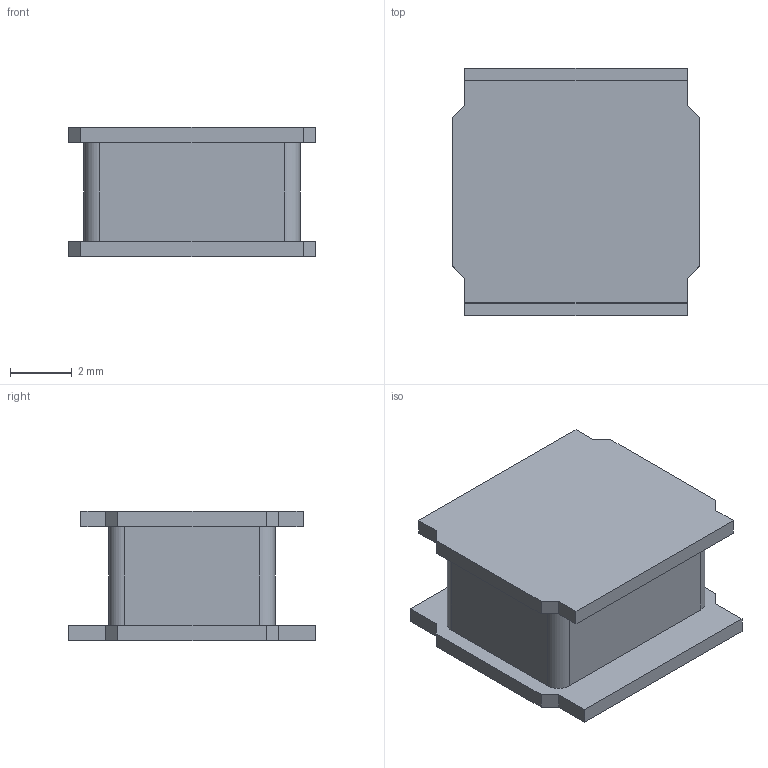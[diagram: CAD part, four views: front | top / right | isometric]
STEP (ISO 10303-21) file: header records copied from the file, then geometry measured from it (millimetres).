
FILE_DESCRIPTION(('HOOPS Exchange Step'),'2;1');
FILE_NAME('temp_export','2023-05-16T19:29:08+08:00',('30abd'),('Shapr3D Limited'),'HOOPS Exchange 2022.2','Shapr3D','Authorized');
FILE_SCHEMA( ('AUTOMOTIVE_DESIGN { 1 0 10303 214 1 1 1 1 }') );
Length unit declared in the file: millimetre
Products named in the file (1): root
Bounding box: 8 x 8 x 4.2 mm (x, y, z)
Volume: 179.2 mm3; surface area: 267.2 mm2
Topology: 1 solids, 1 shells, 36 faces, 96 edges, 64 vertices
Faces by surface type: plane 32, cylinder 4
Entity records: 1132 total; most frequent: CARTESIAN_POINT 197, ORIENTED_EDGE 192, DIRECTION 178, EDGE_CURVE 96, VECTOR 88, LINE 88, VERTEX_POINT 64, AXIS2_PLACEMENT_3D 45
